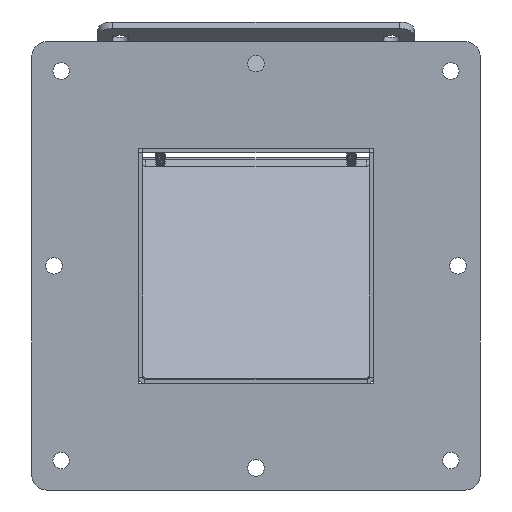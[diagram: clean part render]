
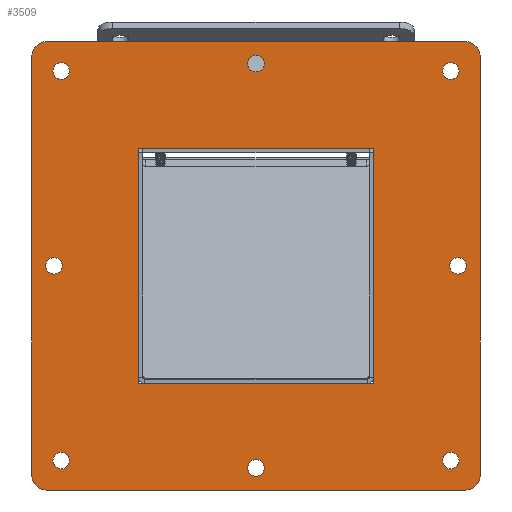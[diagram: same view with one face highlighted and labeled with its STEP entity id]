
A CAD part, front view. The second image highlights one B-rep face of the part: STEP entity #3509.
In plain terms, the highlighted face is planar.
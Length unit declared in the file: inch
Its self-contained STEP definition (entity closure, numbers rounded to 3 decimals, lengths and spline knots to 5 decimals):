
#263=FACE_BOUND('',#701,.T.);
#264=FACE_BOUND('',#702,.T.);
#265=FACE_BOUND('',#703,.T.);
#266=FACE_BOUND('',#704,.T.);
#267=FACE_BOUND('',#705,.T.);
#268=FACE_BOUND('',#706,.T.);
#269=FACE_BOUND('',#707,.T.);
#270=FACE_BOUND('',#708,.T.);
#271=FACE_BOUND('',#709,.T.);
#364=PLANE('',#3739);
#497=FACE_OUTER_BOUND('',#700,.T.);
#700=EDGE_LOOP('',(#2660,#2661,#2662,#2663,#2664,#2665,#2666,#2667));
#701=EDGE_LOOP('',(#2668,#2669,#2670,#2671));
#702=EDGE_LOOP('',(#2672));
#703=EDGE_LOOP('',(#2673));
#704=EDGE_LOOP('',(#2674));
#705=EDGE_LOOP('',(#2675));
#706=EDGE_LOOP('',(#2676));
#707=EDGE_LOOP('',(#2677));
#708=EDGE_LOOP('',(#2678));
#709=EDGE_LOOP('',(#2679));
#866=CIRCLE('',#3700,0.14063);
#868=CIRCLE('',#3703,0.14063);
#870=CIRCLE('',#3706,0.14063);
#872=CIRCLE('',#3709,0.14063);
#874=CIRCLE('',#3712,0.14063);
#876=CIRCLE('',#3715,0.14063);
#878=CIRCLE('',#3718,0.14063);
#880=CIRCLE('',#3721,0.14063);
#882=CIRCLE('',#3724,0.25);
#884=CIRCLE('',#3728,0.25);
#886=CIRCLE('',#3732,0.25);
#888=CIRCLE('',#3736,0.25);
#1069=LINE('',#5251,#1312);
#1072=LINE('',#5257,#1315);
#1075=LINE('',#5263,#1318);
#1078=LINE('',#5267,#1321);
#1083=LINE('',#5322,#1326);
#1087=LINE('',#5334,#1330);
#1091=LINE('',#5346,#1334);
#1094=LINE('',#5355,#1337);
#1312=VECTOR('',#4214,4.);
#1315=VECTOR('',#4219,4.);
#1318=VECTOR('',#4224,4.);
#1321=VECTOR('',#4229,4.);
#1326=VECTOR('',#4290,7.125);
#1330=VECTOR('',#4302,7.125);
#1334=VECTOR('',#4314,7.125);
#1337=VECTOR('',#4325,7.125);
#1541=VERTEX_POINT('',#5248);
#1542=VERTEX_POINT('',#5250);
#1544=VERTEX_POINT('',#5256);
#1546=VERTEX_POINT('',#5262);
#1548=VERTEX_POINT('',#5271);
#1550=VERTEX_POINT('',#5276);
#1552=VERTEX_POINT('',#5281);
#1554=VERTEX_POINT('',#5286);
#1556=VERTEX_POINT('',#5291);
#1558=VERTEX_POINT('',#5296);
#1560=VERTEX_POINT('',#5301);
#1562=VERTEX_POINT('',#5306);
#1565=VERTEX_POINT('',#5312);
#1566=VERTEX_POINT('',#5314);
#1568=VERTEX_POINT('',#5320);
#1570=VERTEX_POINT('',#5326);
#1572=VERTEX_POINT('',#5332);
#1574=VERTEX_POINT('',#5338);
#1576=VERTEX_POINT('',#5344);
#1578=VERTEX_POINT('',#5350);
#1953=EDGE_CURVE('',#1542,#1541,#1069,.T.);
#1956=EDGE_CURVE('',#1544,#1542,#1072,.T.);
#1959=EDGE_CURVE('',#1546,#1544,#1075,.T.);
#1962=EDGE_CURVE('',#1541,#1546,#1078,.T.);
#1964=EDGE_CURVE('',#1548,#1548,#866,.T.);
#1966=EDGE_CURVE('',#1550,#1550,#868,.T.);
#1968=EDGE_CURVE('',#1552,#1552,#870,.T.);
#1970=EDGE_CURVE('',#1554,#1554,#872,.T.);
#1972=EDGE_CURVE('',#1556,#1556,#874,.T.);
#1974=EDGE_CURVE('',#1558,#1558,#876,.T.);
#1976=EDGE_CURVE('',#1560,#1560,#878,.T.);
#1978=EDGE_CURVE('',#1562,#1562,#880,.T.);
#1981=EDGE_CURVE('',#1566,#1565,#882,.T.);
#1985=EDGE_CURVE('',#1565,#1568,#1083,.T.);
#1988=EDGE_CURVE('',#1568,#1570,#884,.T.);
#1991=EDGE_CURVE('',#1570,#1572,#1087,.T.);
#1994=EDGE_CURVE('',#1572,#1574,#886,.T.);
#1997=EDGE_CURVE('',#1574,#1576,#1091,.T.);
#2000=EDGE_CURVE('',#1576,#1578,#888,.T.);
#2002=EDGE_CURVE('',#1578,#1566,#1094,.T.);
#2660=ORIENTED_EDGE('',*,*,#2002,.T.);
#2661=ORIENTED_EDGE('',*,*,#1981,.T.);
#2662=ORIENTED_EDGE('',*,*,#1985,.T.);
#2663=ORIENTED_EDGE('',*,*,#1988,.T.);
#2664=ORIENTED_EDGE('',*,*,#1991,.T.);
#2665=ORIENTED_EDGE('',*,*,#1994,.T.);
#2666=ORIENTED_EDGE('',*,*,#1997,.T.);
#2667=ORIENTED_EDGE('',*,*,#2000,.T.);
#2668=ORIENTED_EDGE('',*,*,#1953,.T.);
#2669=ORIENTED_EDGE('',*,*,#1962,.T.);
#2670=ORIENTED_EDGE('',*,*,#1959,.T.);
#2671=ORIENTED_EDGE('',*,*,#1956,.T.);
#2672=ORIENTED_EDGE('',*,*,#1964,.T.);
#2673=ORIENTED_EDGE('',*,*,#1966,.T.);
#2674=ORIENTED_EDGE('',*,*,#1968,.T.);
#2675=ORIENTED_EDGE('',*,*,#1970,.T.);
#2676=ORIENTED_EDGE('',*,*,#1972,.T.);
#2677=ORIENTED_EDGE('',*,*,#1974,.T.);
#2678=ORIENTED_EDGE('',*,*,#1976,.T.);
#2679=ORIENTED_EDGE('',*,*,#1978,.T.);
#3509=ADVANCED_FACE('',(#497,#263,#264,#265,#266,#267,#268,#269,#270,#271),
#364,.F.);
#3700=AXIS2_PLACEMENT_3D('',#5272,#4234,#4235);
#3703=AXIS2_PLACEMENT_3D('',#5277,#4240,#4241);
#3706=AXIS2_PLACEMENT_3D('',#5282,#4246,#4247);
#3709=AXIS2_PLACEMENT_3D('',#5287,#4252,#4253);
#3712=AXIS2_PLACEMENT_3D('',#5292,#4258,#4259);
#3715=AXIS2_PLACEMENT_3D('',#5297,#4264,#4265);
#3718=AXIS2_PLACEMENT_3D('',#5302,#4270,#4271);
#3721=AXIS2_PLACEMENT_3D('',#5307,#4276,#4277);
#3724=AXIS2_PLACEMENT_3D('',#5315,#4283,#4284);
#3728=AXIS2_PLACEMENT_3D('',#5328,#4296,#4297);
#3732=AXIS2_PLACEMENT_3D('',#5340,#4308,#4309);
#3736=AXIS2_PLACEMENT_3D('',#5352,#4320,#4321);
#3739=AXIS2_PLACEMENT_3D('',#5357,#4328,#4329);
#4214=DIRECTION('',(0.,1.,0.));
#4219=DIRECTION('',(1.,0.,0.));
#4224=DIRECTION('',(0.,-1.,0.));
#4229=DIRECTION('',(-1.,0.,0.));
#4234=DIRECTION('center_axis',(0.,0.,1.));
#4235=DIRECTION('ref_axis',(-1.,0.,0.));
#4240=DIRECTION('center_axis',(0.,0.,1.));
#4241=DIRECTION('ref_axis',(-1.,0.,0.));
#4246=DIRECTION('center_axis',(0.,0.,1.));
#4247=DIRECTION('ref_axis',(-1.,0.,0.));
#4252=DIRECTION('center_axis',(0.,0.,1.));
#4253=DIRECTION('ref_axis',(-1.,0.,0.));
#4258=DIRECTION('center_axis',(0.,0.,1.));
#4259=DIRECTION('ref_axis',(-1.,0.,0.));
#4264=DIRECTION('center_axis',(0.,0.,1.));
#4265=DIRECTION('ref_axis',(-1.,0.,0.));
#4270=DIRECTION('center_axis',(0.,0.,1.));
#4271=DIRECTION('ref_axis',(-1.,0.,0.));
#4276=DIRECTION('center_axis',(0.,0.,1.));
#4277=DIRECTION('ref_axis',(-1.,0.,0.));
#4283=DIRECTION('center_axis',(0.,0.,-1.));
#4284=DIRECTION('ref_axis',(-1.,0.,0.));
#4290=DIRECTION('',(0.,-1.,0.));
#4296=DIRECTION('center_axis',(0.,0.,-1.));
#4297=DIRECTION('ref_axis',(0.,1.,0.));
#4302=DIRECTION('',(-1.,0.,0.));
#4308=DIRECTION('center_axis',(0.,0.,-1.));
#4309=DIRECTION('ref_axis',(1.,0.,0.));
#4314=DIRECTION('',(0.,1.,0.));
#4320=DIRECTION('center_axis',(0.,0.,-1.));
#4321=DIRECTION('ref_axis',(0.,-1.,0.));
#4325=DIRECTION('',(1.,0.,0.));
#4328=DIRECTION('center_axis',(0.,0.,1.));
#4329=DIRECTION('ref_axis',(1.,0.,0.));
#5248=CARTESIAN_POINT('',(2.,2.,0.));
#5250=CARTESIAN_POINT('',(2.,-2.,0.));
#5251=CARTESIAN_POINT('',(2.,1.,0.));
#5256=CARTESIAN_POINT('',(-2.,-2.,0.));
#5257=CARTESIAN_POINT('',(1.,-2.,0.));
#5262=CARTESIAN_POINT('',(-2.,2.,0.));
#5263=CARTESIAN_POINT('',(-2.,-1.,0.));
#5267=CARTESIAN_POINT('',(-1.,2.,0.));
#5271=CARTESIAN_POINT('',(-3.29688,0.,0.));
#5272=CARTESIAN_POINT('Origin',(-3.4375,0.,0.));
#5276=CARTESIAN_POINT('',(0.14063,-3.4375,0.));
#5277=CARTESIAN_POINT('Origin',(0.,-3.4375,0.));
#5281=CARTESIAN_POINT('',(0.14063,3.4375,0.));
#5282=CARTESIAN_POINT('Origin',(0.,3.4375,0.));
#5286=CARTESIAN_POINT('',(3.57813,0.,0.));
#5287=CARTESIAN_POINT('Origin',(3.4375,0.,0.));
#5291=CARTESIAN_POINT('',(3.45313,3.3125,0.));
#5292=CARTESIAN_POINT('Origin',(3.3125,3.3125,0.));
#5296=CARTESIAN_POINT('',(-3.17188,3.3125,0.));
#5297=CARTESIAN_POINT('Origin',(-3.3125,3.3125,0.));
#5301=CARTESIAN_POINT('',(3.45313,-3.3125,0.));
#5302=CARTESIAN_POINT('Origin',(3.3125,-3.3125,0.));
#5306=CARTESIAN_POINT('',(-3.17188,-3.3125,0.));
#5307=CARTESIAN_POINT('Origin',(-3.3125,-3.3125,0.));
#5312=CARTESIAN_POINT('',(3.8125,3.5625,0.));
#5314=CARTESIAN_POINT('',(3.5625,3.8125,0.));
#5315=CARTESIAN_POINT('Origin',(3.5625,3.5625,0.));
#5320=CARTESIAN_POINT('',(3.8125,-3.5625,0.));
#5322=CARTESIAN_POINT('',(3.8125,3.5625,0.));
#5326=CARTESIAN_POINT('',(3.5625,-3.8125,0.));
#5328=CARTESIAN_POINT('Origin',(3.5625,-3.5625,0.));
#5332=CARTESIAN_POINT('',(-3.5625,-3.8125,0.));
#5334=CARTESIAN_POINT('',(3.5625,-3.8125,0.));
#5338=CARTESIAN_POINT('',(-3.8125,-3.5625,0.));
#5340=CARTESIAN_POINT('Origin',(-3.5625,-3.5625,0.));
#5344=CARTESIAN_POINT('',(-3.8125,3.5625,0.));
#5346=CARTESIAN_POINT('',(-3.8125,-3.5625,0.));
#5350=CARTESIAN_POINT('',(-3.5625,3.8125,0.));
#5352=CARTESIAN_POINT('Origin',(-3.5625,3.5625,0.));
#5355=CARTESIAN_POINT('',(-3.5625,3.8125,0.));
#5357=CARTESIAN_POINT('Origin',(0.,0.,
0.));
